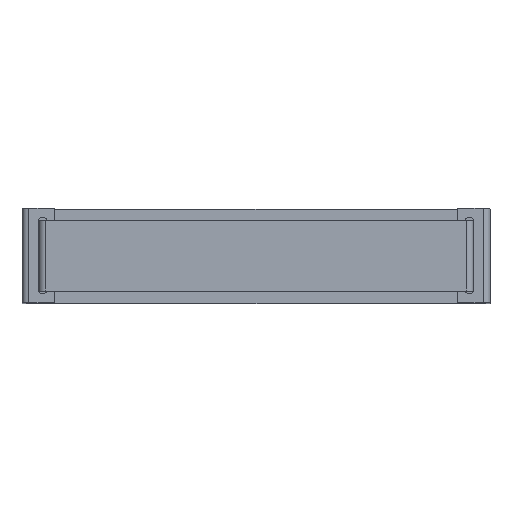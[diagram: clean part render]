
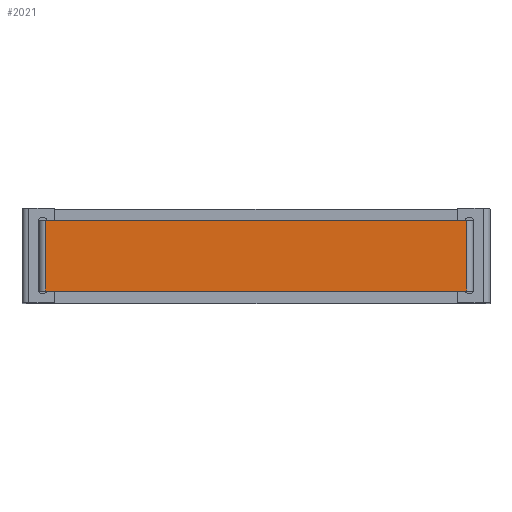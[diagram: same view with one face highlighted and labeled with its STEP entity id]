
A CAD part, top view. The second image highlights one B-rep face of the part: STEP entity #2021.
In plain terms, the highlighted planar face has unit normal (0, 0, 1).
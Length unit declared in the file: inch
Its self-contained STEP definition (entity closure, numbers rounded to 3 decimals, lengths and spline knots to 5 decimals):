
#10 = DIRECTION ( 'NONE',  ( -1., 0., 0. ) ) ;
#363 = VECTOR ( 'NONE', #10, 39.37008 ) ;
#438 = VECTOR ( 'NONE', #2245, 39.37008 ) ;
#485 = EDGE_CURVE ( 'NONE', #3136, #2537, #3293, .T. ) ;
#537 = PLANE ( 'NONE',  #3290 ) ;
#752 = VERTEX_POINT ( 'NONE', #1000 ) ;
#1000 = CARTESIAN_POINT ( 'NONE',  ( 4.45726, -0.75, 9.97 ) ) ;
#1041 = ORIENTED_EDGE ( 'NONE', *, *, #2149, .T. ) ;
#1085 = LINE ( 'NONE', #1993, #3222 ) ;
#1181 = CARTESIAN_POINT ( 'NONE',  ( 4.594, 0.75, 9.97 ) ) ;
#1381 = DIRECTION ( 'NONE',  ( -1., 0., 0. ) ) ;
#1458 = CARTESIAN_POINT ( 'NONE',  ( 4.45726, 0.75, 9.97 ) ) ;
#1755 = CARTESIAN_POINT ( 'NONE',  ( 4.594, 0.75, 9.97 ) ) ;
#1795 = LINE ( 'NONE', #1181, #363 ) ;
#1818 = CARTESIAN_POINT ( 'NONE',  ( -4.45726, 0.75, 9.97 ) ) ;
#1993 = CARTESIAN_POINT ( 'NONE',  ( 4.594, -0.75, 9.97 ) ) ;
#2021 = ADVANCED_FACE ( 'NONE', ( #2051 ), #537, .T. ) ;
#2051 = FACE_OUTER_BOUND ( 'NONE', #2659, .T. ) ;
#2090 = EDGE_CURVE ( 'NONE', #2537, #752, #1085, .T. ) ;
#2149 = EDGE_CURVE ( 'NONE', #3686, #3136, #1795, .T. ) ;
#2245 = DIRECTION ( 'NONE',  ( 0., 1., 0. ) ) ;
#2456 = ORIENTED_EDGE ( 'NONE', *, *, #3730, .T. ) ;
#2537 = VERTEX_POINT ( 'NONE', #3897 ) ;
#2562 = ORIENTED_EDGE ( 'NONE', *, *, #2090, .T. ) ;
#2659 = EDGE_LOOP ( 'NONE', ( #1041, #3396, #2562, #2456 ) ) ;
#3036 = DIRECTION ( 'NONE',  ( 0., -1., 0. ) ) ;
#3136 = VERTEX_POINT ( 'NONE', #3391 ) ;
#3178 = CARTESIAN_POINT ( 'NONE',  ( 4.45726, 0.75, 9.97 ) ) ;
#3222 = VECTOR ( 'NONE', #3826, 39.37008 ) ;
#3290 = AXIS2_PLACEMENT_3D ( 'NONE', #1755, #3527, #1381 ) ;
#3293 = LINE ( 'NONE', #1818, #3658 ) ;
#3391 = CARTESIAN_POINT ( 'NONE',  ( -4.45726, 0.75, 9.97 ) ) ;
#3396 = ORIENTED_EDGE ( 'NONE', *, *, #485, .T. ) ;
#3527 = DIRECTION ( 'NONE',  ( 0., 0., 1. ) ) ;
#3658 = VECTOR ( 'NONE', #3036, 39.37008 ) ;
#3686 = VERTEX_POINT ( 'NONE', #1458 ) ;
#3730 = EDGE_CURVE ( 'NONE', #752, #3686, #3737, .T. ) ;
#3737 = LINE ( 'NONE', #3178, #438 ) ;
#3826 = DIRECTION ( 'NONE',  ( 1., 0., 0. ) ) ;
#3897 = CARTESIAN_POINT ( 'NONE',  ( -4.45726, -0.75, 9.97 ) ) ;
